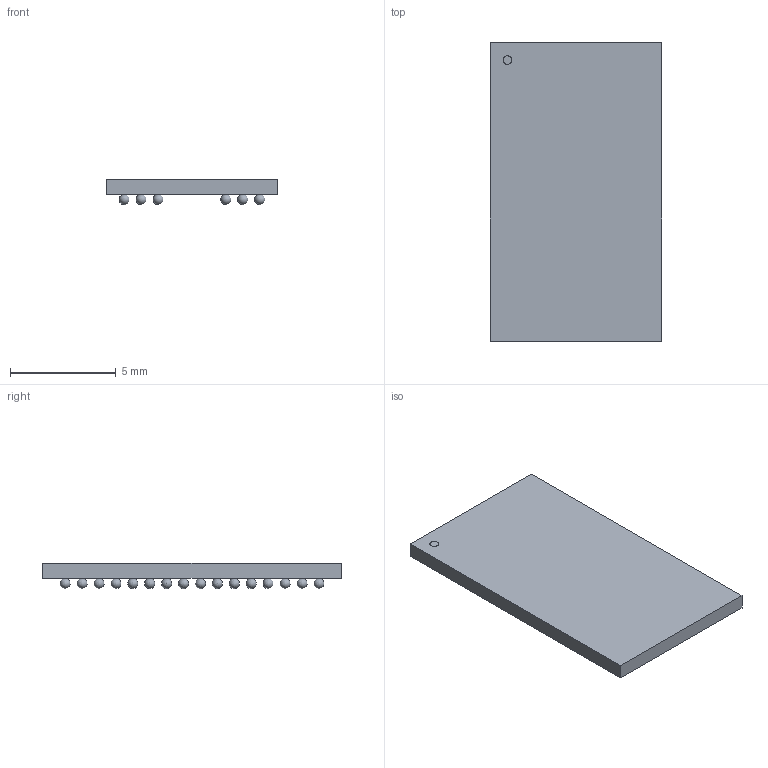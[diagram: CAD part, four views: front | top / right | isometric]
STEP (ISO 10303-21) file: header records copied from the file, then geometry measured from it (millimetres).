
FILE_DESCRIPTION(('STEP AP214'),'1');
FILE_NAME('FBGA96_TW_MRN','2023-10-19T06:53:34',(''),(''),'','','');
FILE_SCHEMA(('AUTOMOTIVE_DESIGN'));
Length unit declared in the file: millimetre
Products named in the file (1): product
Bounding box: 8.1 x 14.1 x 1.2 mm (x, y, z)
Volume: 87 mm3; surface area: 330.5 mm2
Topology: 98 solids, 98 shells, 105 faces, 303 edges, 202 vertices
Faces by surface type: sphere 96, plane 8, cylinder 1
Full cylindrical faces by diameter (mm): 0.405 x1
Entity records: 1237 total; most frequent: DIRECTION 230, CARTESIAN_POINT 119, AXIS2_PLACEMENT_3D 109, STYLED_ITEM 105, ADVANCED_FACE 105, MANIFOLD_SOLID_BREP 98, CLOSED_SHELL 98, SPHERICAL_SURFACE 96
